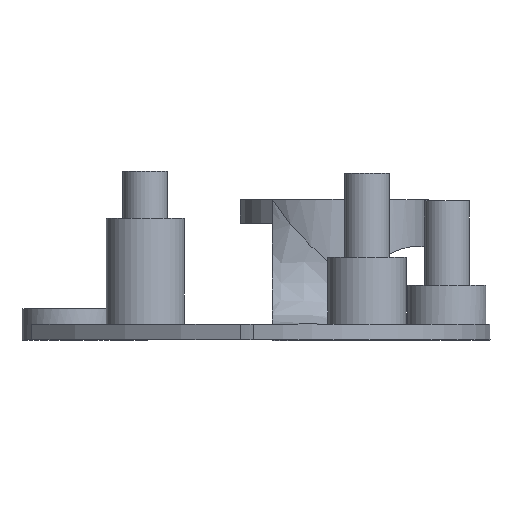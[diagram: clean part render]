
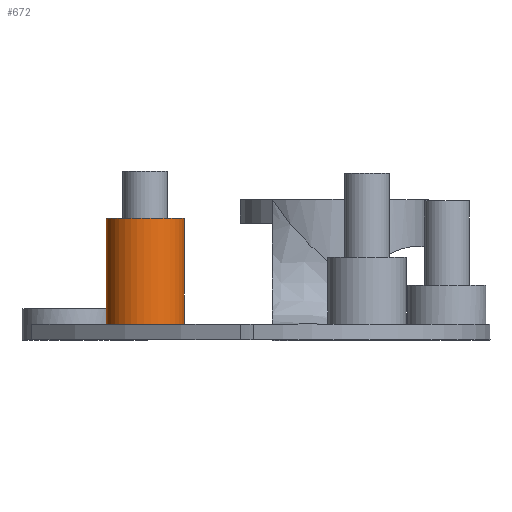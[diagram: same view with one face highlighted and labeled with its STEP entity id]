
A CAD part, top view. The second image highlights one B-rep face of the part: STEP entity #672.
In plain terms, the highlighted cylindrical face has radius 5 mm (diameter 10 mm), a full revolution.
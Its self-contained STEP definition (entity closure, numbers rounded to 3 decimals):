
#82=FACE_OUTER_BOUND('',#122,.T.);
#122=EDGE_LOOP('',(#523,#524,#525,#526));
#191=CIRCLE('',#765,5.);
#192=CIRCLE('',#766,5.);
#218=LINE('',#2365,#256);
#256=VECTOR('',#929,10.);
#326=VERTEX_POINT('',#2362);
#327=VERTEX_POINT('',#2364);
#408=EDGE_CURVE('',#326,#326,#191,.T.);
#409=EDGE_CURVE('',#326,#327,#218,.T.);
#410=EDGE_CURVE('',#327,#327,#192,.T.);
#523=ORIENTED_EDGE('',*,*,#408,.F.);
#524=ORIENTED_EDGE('',*,*,#409,.T.);
#525=ORIENTED_EDGE('',*,*,#410,.F.);
#526=ORIENTED_EDGE('',*,*,#409,.F.);
#650=CYLINDRICAL_SURFACE('',#764,5.);
#672=ADVANCED_FACE('',(#82),#650,.T.);
#764=AXIS2_PLACEMENT_3D('',#2361,#925,#926);
#765=AXIS2_PLACEMENT_3D('',#2363,#927,#928);
#766=AXIS2_PLACEMENT_3D('',#2366,#930,#931);
#925=DIRECTION('center_axis',(0.,-1.,0.));
#926=DIRECTION('ref_axis',(-0.663,0.,0.749));
#927=DIRECTION('center_axis',(0.,-1.,0.));
#928=DIRECTION('ref_axis',(-0.663,0.,0.749));
#929=DIRECTION('',(0.,1.,0.));
#930=DIRECTION('center_axis',(0.,1.,0.));
#931=DIRECTION('ref_axis',(-0.663,0.,0.749));
#2361=CARTESIAN_POINT('Origin',(-22.045,15.5,24.736));
#2362=CARTESIAN_POINT('',(-18.731,2.,20.991));
#2363=CARTESIAN_POINT('Origin',(-22.045,2.,24.736));
#2364=CARTESIAN_POINT('',(-18.731,15.5,20.991));
#2365=CARTESIAN_POINT('',(-18.731,15.5,20.991));
#2366=CARTESIAN_POINT('Origin',(-22.045,15.5,24.736));
